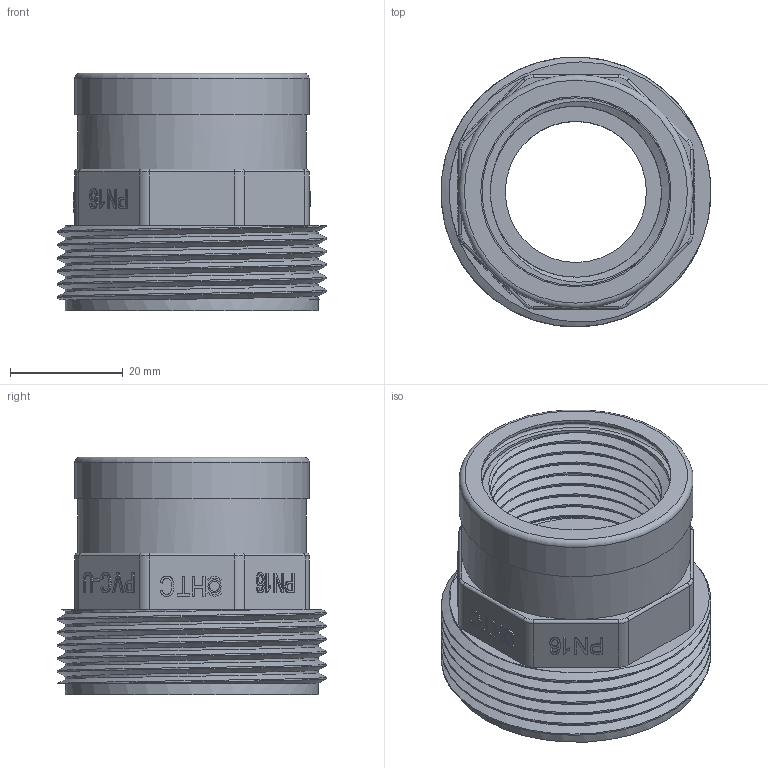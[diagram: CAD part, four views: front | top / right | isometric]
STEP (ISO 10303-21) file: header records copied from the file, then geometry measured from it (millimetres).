
FILE_DESCRIPTION(/* description */ (''),/* implementation_level */ '2;1');
FILE_NAME(/* name */ 'AFX600.SIG.032.step',/* time_stamp */ '2026-01-07T09:21:31+01:00',/* author */ (''),/* organization */ (''),/* preprocessor_version */ 'ST-DEVELOPER v20.1',/* originating_system */ 'Autodesk Translation Framework v14.21.0.0',/* authorisation */ '');
FILE_SCHEMA (('AUTOMOTIVE_DESIGN { 1 0 10303 214 3 1 1 }'));
Length unit declared in the file: millimetre
Products named in the file (1): 2026-01-07-08-16-52-927
Bounding box: 47.75 x 47.8 x 42.1 mm (x, y, z)
Volume: 33245 mm3; surface area: 17853.4 mm2
Topology: 2 solids, 2 shells, 417 faces, 1103 edges, 726 vertices
Faces by surface type: plane 198, bspline 142, cylinder 65, torus 12
Full cylindrical faces by diameter (mm): 1.74 x1, 2.321 x1, 25 x1, 30.291 x8, 31 x1, 33.249 x8, 33.7 x1, 36 x1, 38 x1, 40.5 x2, 41.5 x1, 44.845 x6, 47.803 x5
Entity records: 20902 total; most frequent: CARTESIAN_POINT 11513, ORIENTED_EDGE 2206, DIRECTION 1415, EDGE_CURVE 1103, VERTEX_POINT 726, LINE 653, VECTOR 653, EDGE_LOOP 457
